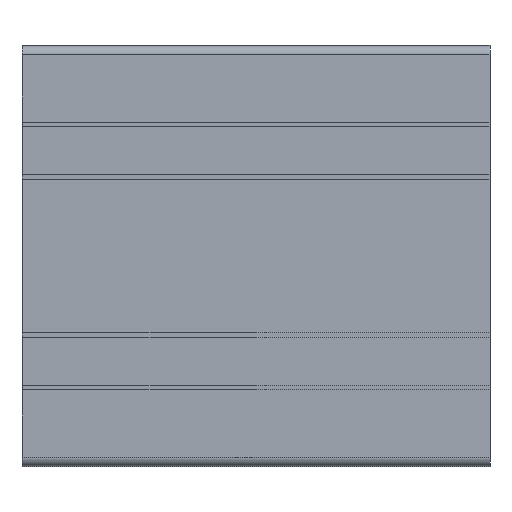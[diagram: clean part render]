
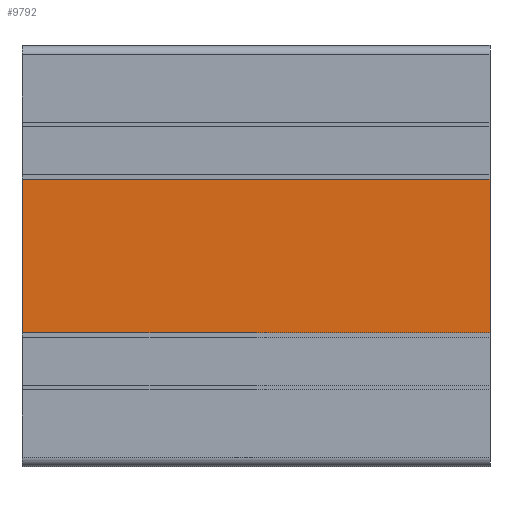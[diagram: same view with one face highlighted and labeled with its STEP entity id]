
A CAD part, left-side view. The second image highlights one B-rep face of the part: STEP entity #9792.
In plain terms, the highlighted planar face has unit normal (-1, 0, 0).
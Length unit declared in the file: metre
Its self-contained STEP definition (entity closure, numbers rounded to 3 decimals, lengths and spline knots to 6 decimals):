
#841=FACE_OUTER_BOUND('',#1322,.T.);
#1322=EDGE_LOOP('',(#7807,#7808,#7809,#7810));
#2434=LINE('',#15779,#3609);
#2435=LINE('',#15782,#3610);
#2436=LINE('',#15784,#3611);
#2437=LINE('',#15785,#3612);
#3609=VECTOR('',#12914,0.1);
#3610=VECTOR('',#12917,0.0328);
#3611=VECTOR('',#12918,0.0328);
#3612=VECTOR('',#12919,0.1);
#4592=VERTEX_POINT('',#15775);
#4593=VERTEX_POINT('',#15777);
#4594=VERTEX_POINT('',#15781);
#4595=VERTEX_POINT('',#15783);
#5960=EDGE_CURVE('',#4593,#4592,#2434,.T.);
#5961=EDGE_CURVE('',#4594,#4592,#2435,.T.);
#5962=EDGE_CURVE('',#4595,#4593,#2436,.T.);
#5963=EDGE_CURVE('',#4595,#4594,#2437,.T.);
#7807=ORIENTED_EDGE('',*,*,#5961,.T.);
#7808=ORIENTED_EDGE('',*,*,#5960,.F.);
#7809=ORIENTED_EDGE('',*,*,#5962,.F.);
#7810=ORIENTED_EDGE('',*,*,#5963,.T.);
#9333=PLANE('',#10514);
#9792=ADVANCED_FACE('',(#841),#9333,.F.);
#10514=AXIS2_PLACEMENT_3D('',#15780,#12915,#12916);
#12914=DIRECTION('',(0.,-1.,0.));
#12915=DIRECTION('center_axis',(1.,0.,0.));
#12916=DIRECTION('ref_axis',(0.,0.,-1.));
#12917=DIRECTION('',(0.,0.,1.));
#12918=DIRECTION('',(0.,0.,1.));
#12919=DIRECTION('',(0.,-1.,0.));
#15775=CARTESIAN_POINT('',(0.003367,-0.1,1.059132));
#15777=CARTESIAN_POINT('',(0.003367,0.,1.059132));
#15779=CARTESIAN_POINT('',(0.003367,0.,1.059132));
#15780=CARTESIAN_POINT('Origin',(0.003367,0.,
1.026332));
#15781=CARTESIAN_POINT('',(0.003367,-0.1,1.026332));
#15782=CARTESIAN_POINT('',(0.003367,-0.1,1.026332));
#15783=CARTESIAN_POINT('',(0.003367,0.,1.026332));
#15784=CARTESIAN_POINT('',(0.003367,0.,1.026332));
#15785=CARTESIAN_POINT('',(0.003367,0.,1.026332));
